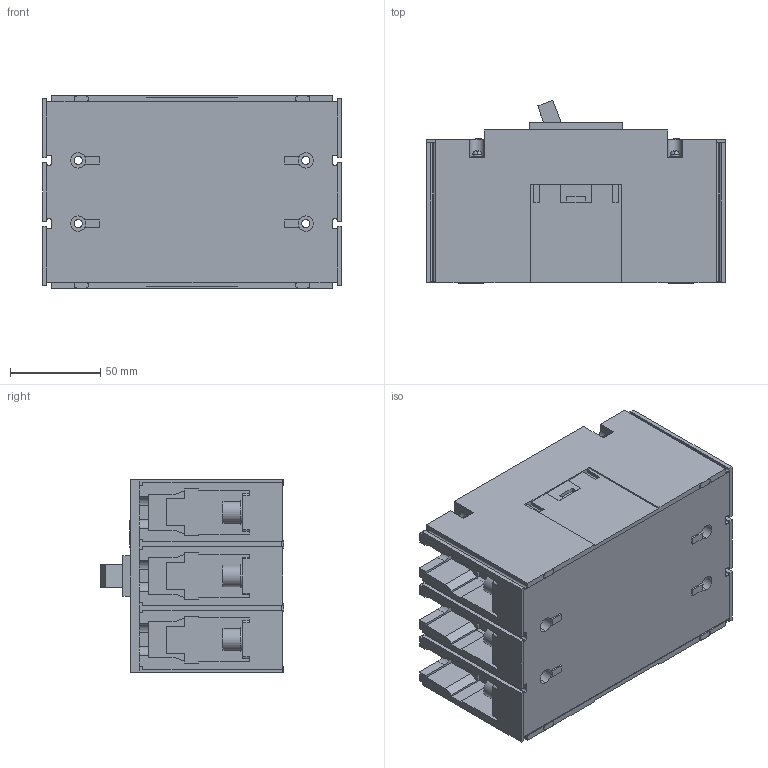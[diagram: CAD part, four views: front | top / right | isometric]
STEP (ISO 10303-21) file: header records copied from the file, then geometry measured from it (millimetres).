
FILE_DESCRIPTION (( 'STEP AP203' ), '1' );
FILE_NAME ('mccb-250-25-3-100(125...250)-ls.ÃÌ Âûêëþ÷àòåëü àâòîìàòè÷åñêèé LS250 25kA 3P 125A ProPact EKF.STEP', '2025-01-28T06:25:23', ( '' ), ( '' ), 'SwSTEP 2.0', 'SolidWorks 2021', '' );
FILE_SCHEMA (( 'CONFIG_CONTROL_DESIGN' ));
Length unit declared in the file: millimetre
Products named in the file (1): mccb-250-25-3-100(125...250)-ls.ÃÌ Âûêëþ÷àòåëü àâòîìàòè÷åñêèé LS250 25kA 3P 125A ProPact EKF
Bounding box: 165.5 x 101.51 x 106.5 mm (x, y, z)
Volume: 1252138.9 mm3; surface area: 123098.7 mm2
Topology: 1 solids, 1 shells, 1214 faces, 3342 edges, 2220 vertices
Faces by surface type: plane 783, bspline 228, cylinder 187, torus 16
Entity records: 44651 total; most frequent: CARTESIAN_POINT 14957, ORIENTED_EDGE 6684, DIRECTION 5196, EDGE_CURVE 3342, VECTOR 2358, LINE 2358, VERTEX_POINT 2220, AXIS2_PLACEMENT_3D 1419
